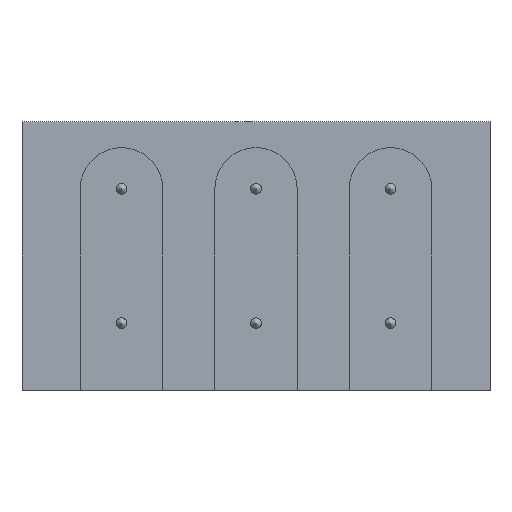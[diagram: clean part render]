
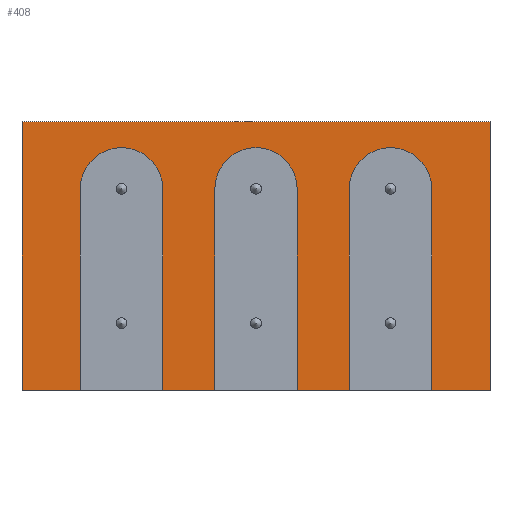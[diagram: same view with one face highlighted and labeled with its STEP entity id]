
A CAD part, front view. The second image highlights one B-rep face of the part: STEP entity #408.
In plain terms, the highlighted planar face has unit normal (0, -1, 0).
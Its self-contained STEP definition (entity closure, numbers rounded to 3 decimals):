
#270=CARTESIAN_POINT('',(559.4,115.,23.44));
#271=DIRECTION('',(0.,-1.,0.));
#272=DIRECTION('',(0.,0.,1.));
#273=AXIS2_PLACEMENT_3D('',#270,#271,#272);
#274=PLANE('',#273);
#275=CARTESIAN_POINT('',(567.05,115.,35.94));
#276=VERTEX_POINT('',#275);
#277=CARTESIAN_POINT('',(551.75,115.,35.94));
#278=VERTEX_POINT('',#277);
#279=CARTESIAN_POINT('',(559.4,115.,35.94));
#280=DIRECTION('',(0.,-1.,-0.));
#281=DIRECTION('',(-1.,-0.,0.));
#282=AXIS2_PLACEMENT_3D('',#279,#280,#281);
#283=CIRCLE('',#282,7.65);
#284=EDGE_CURVE('',#276,#278,#283,.T.);
#285=ORIENTED_EDGE('',*,*,#284,.F.);
#286=CARTESIAN_POINT('',(567.05,115.,-1.56));
#287=VERTEX_POINT('',#286);
#288=CARTESIAN_POINT('',(567.05,115.,35.94));
#289=DIRECTION('',(-0.,0.,-1.));
#290=VECTOR('',#289,37.5);
#291=LINE('',#288,#290);
#292=EDGE_CURVE('',#276,#287,#291,.T.);
#293=ORIENTED_EDGE('',*,*,#292,.T.);
#294=CARTESIAN_POINT('',(576.75,115.,-1.56));
#295=VERTEX_POINT('',#294);
#296=CARTESIAN_POINT('',(567.05,115.,-1.56));
#297=DIRECTION('',(1.,0.,-0.));
#298=VECTOR('',#297,9.7);
#299=LINE('',#296,#298);
#300=EDGE_CURVE('',#287,#295,#299,.T.);
#301=ORIENTED_EDGE('',*,*,#300,.T.);
#302=CARTESIAN_POINT('',(576.75,115.,35.94));
#303=VERTEX_POINT('',#302);
#304=CARTESIAN_POINT('',(576.75,115.,35.94));
#305=DIRECTION('',(-0.,0.,-1.));
#306=VECTOR('',#305,37.5);
#307=LINE('',#304,#306);
#308=EDGE_CURVE('',#303,#295,#307,.T.);
#309=ORIENTED_EDGE('',*,*,#308,.F.);
#310=CARTESIAN_POINT('',(592.05,115.,35.94));
#311=VERTEX_POINT('',#310);
#312=CARTESIAN_POINT('',(584.4,115.,35.94));
#313=DIRECTION('',(0.,-1.,-0.));
#314=DIRECTION('',(-1.,-0.,0.));
#315=AXIS2_PLACEMENT_3D('',#312,#313,#314);
#316=CIRCLE('',#315,7.65);
#317=EDGE_CURVE('',#311,#303,#316,.T.);
#318=ORIENTED_EDGE('',*,*,#317,.F.);
#319=CARTESIAN_POINT('',(592.05,115.,-1.56));
#320=VERTEX_POINT('',#319);
#321=CARTESIAN_POINT('',(592.05,115.,35.94));
#322=DIRECTION('',(-0.,0.,-1.));
#323=VECTOR('',#322,37.5);
#324=LINE('',#321,#323);
#325=EDGE_CURVE('',#311,#320,#324,.T.);
#326=ORIENTED_EDGE('',*,*,#325,.T.);
#327=CARTESIAN_POINT('',(601.75,115.,-1.56));
#328=VERTEX_POINT('',#327);
#329=CARTESIAN_POINT('',(592.05,115.,-1.56));
#330=DIRECTION('',(1.,0.,-0.));
#331=VECTOR('',#330,9.7);
#332=LINE('',#329,#331);
#333=EDGE_CURVE('',#320,#328,#332,.T.);
#334=ORIENTED_EDGE('',*,*,#333,.T.);
#335=CARTESIAN_POINT('',(601.75,115.,35.94));
#336=VERTEX_POINT('',#335);
#337=CARTESIAN_POINT('',(601.75,115.,35.94));
#338=DIRECTION('',(-0.,0.,-1.));
#339=VECTOR('',#338,37.5);
#340=LINE('',#337,#339);
#341=EDGE_CURVE('',#336,#328,#340,.T.);
#342=ORIENTED_EDGE('',*,*,#341,.F.);
#343=CARTESIAN_POINT('',(617.05,115.,35.94));
#344=VERTEX_POINT('',#343);
#345=CARTESIAN_POINT('',(609.4,115.,35.94));
#346=DIRECTION('',(0.,-1.,-0.));
#347=DIRECTION('',(-1.,-0.,0.));
#348=AXIS2_PLACEMENT_3D('',#345,#346,#347);
#349=CIRCLE('',#348,7.65);
#350=EDGE_CURVE('',#344,#336,#349,.T.);
#351=ORIENTED_EDGE('',*,*,#350,.F.);
#352=CARTESIAN_POINT('',(617.05,115.,-1.56));
#353=VERTEX_POINT('',#352);
#354=CARTESIAN_POINT('',(617.05,115.,35.94));
#355=DIRECTION('',(-0.,0.,-1.));
#356=VECTOR('',#355,37.5);
#357=LINE('',#354,#356);
#358=EDGE_CURVE('',#344,#353,#357,.T.);
#359=ORIENTED_EDGE('',*,*,#358,.T.);
#360=CARTESIAN_POINT('',(627.9,115.,-1.56));
#361=VERTEX_POINT('',#360);
#362=CARTESIAN_POINT('',(617.05,115.,-1.56));
#363=DIRECTION('',(1.,0.,-0.));
#364=VECTOR('',#363,10.85);
#365=LINE('',#362,#364);
#366=EDGE_CURVE('',#353,#361,#365,.T.);
#367=ORIENTED_EDGE('',*,*,#366,.T.);
#368=CARTESIAN_POINT('',(627.9,115.,48.44));
#369=VERTEX_POINT('',#368);
#370=CARTESIAN_POINT('',(627.9,115.,-1.56));
#371=DIRECTION('',(0.,0.,1.));
#372=VECTOR('',#371,50.);
#373=LINE('',#370,#372);
#374=EDGE_CURVE('',#361,#369,#373,.T.);
#375=ORIENTED_EDGE('',*,*,#374,.T.);
#376=CARTESIAN_POINT('',(540.9,115.,48.44));
#377=VERTEX_POINT('',#376);
#378=CARTESIAN_POINT('',(540.9,115.,48.44));
#379=DIRECTION('',(1.,0.,-0.));
#380=VECTOR('',#379,87.);
#381=LINE('',#378,#380);
#382=EDGE_CURVE('',#377,#369,#381,.T.);
#383=ORIENTED_EDGE('',*,*,#382,.F.);
#384=CARTESIAN_POINT('',(540.9,115.,-1.56));
#385=VERTEX_POINT('',#384);
#386=CARTESIAN_POINT('',(540.9,115.,-1.56));
#387=DIRECTION('',(0.,0.,1.));
#388=VECTOR('',#387,50.);
#389=LINE('',#386,#388);
#390=EDGE_CURVE('',#385,#377,#389,.T.);
#391=ORIENTED_EDGE('',*,*,#390,.F.);
#392=CARTESIAN_POINT('',(551.75,115.,-1.56));
#393=VERTEX_POINT('',#392);
#394=CARTESIAN_POINT('',(540.9,115.,-1.56));
#395=DIRECTION('',(1.,0.,-0.));
#396=VECTOR('',#395,10.85);
#397=LINE('',#394,#396);
#398=EDGE_CURVE('',#385,#393,#397,.T.);
#399=ORIENTED_EDGE('',*,*,#398,.T.);
#400=CARTESIAN_POINT('',(551.75,115.,35.94));
#401=DIRECTION('',(-0.,0.,-1.));
#402=VECTOR('',#401,37.5);
#403=LINE('',#400,#402);
#404=EDGE_CURVE('',#278,#393,#403,.T.);
#405=ORIENTED_EDGE('',*,*,#404,.F.);
#406=EDGE_LOOP('',(#285,#293,#301,#309,#318,#326,#334,#342,#351,#359,#367,#375,#383,#391,#399,#405));
#407=FACE_BOUND('',#406,.T.);
#408=ADVANCED_FACE('',(#407),#274,.T.);
